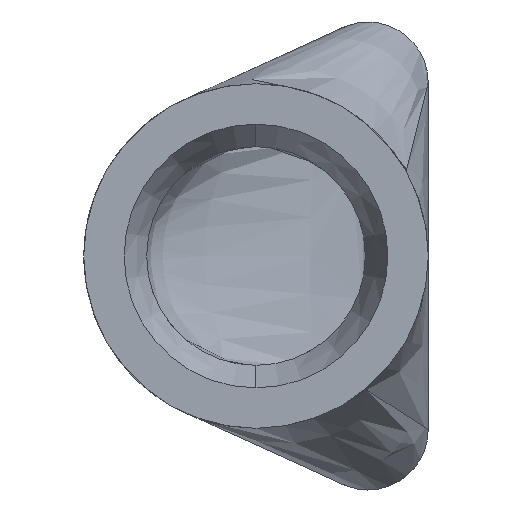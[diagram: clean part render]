
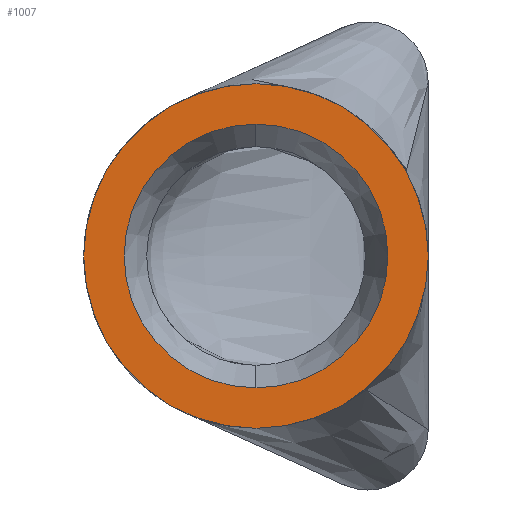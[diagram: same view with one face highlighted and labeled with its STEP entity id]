
A CAD part, left-side view. The second image highlights one B-rep face of the part: STEP entity #1007.
In plain terms, the highlighted planar face has unit normal (-1, 0, 0).
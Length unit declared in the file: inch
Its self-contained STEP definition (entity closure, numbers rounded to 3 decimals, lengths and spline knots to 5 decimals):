
#33 = CIRCLE ( 'NONE', #890, 0.427 ) ;
#138 = CARTESIAN_POINT ( 'NONE',  ( 0., 0.427, 0. ) ) ;
#225 = CARTESIAN_POINT ( 'NONE',  ( 0., 0.427, 0. ) ) ;
#235 = ORIENTED_EDGE ( 'NONE', *, *, #993, .T. ) ;
#281 = ORIENTED_EDGE ( 'NONE', *, *, #587, .T. ) ;
#289 = CARTESIAN_POINT ( 'NONE',  ( 0., 0.427, 0.427 ) ) ;
#322 = EDGE_CURVE ( 'NONE', #893, #1036, #33, .T. ) ;
#326 = EDGE_LOOP ( 'NONE', ( #448, #281 ) ) ;
#327 = DIRECTION ( 'NONE',  ( 0., 0., 1. ) ) ;
#344 = AXIS2_PLACEMENT_3D ( 'NONE', #138, #544, #824 ) ;
#367 = EDGE_LOOP ( 'NONE', ( #235, #968 ) ) ;
#398 = DIRECTION ( 'NONE',  ( -1., 0., 0. ) ) ;
#416 = AXIS2_PLACEMENT_3D ( 'NONE', #706, #921, #327 ) ;
#448 = ORIENTED_EDGE ( 'NONE', *, *, #322, .T. ) ;
#514 = DIRECTION ( 'NONE',  ( 0., 0., 1. ) ) ;
#531 = CARTESIAN_POINT ( 'NONE',  ( 0., 0.427, -0.427 ) ) ;
#544 = DIRECTION ( 'NONE',  ( 1., 0., 0. ) ) ;
#545 = CIRCLE ( 'NONE', #602, 0.427 ) ;
#587 = EDGE_CURVE ( 'NONE', #1036, #893, #545, .T. ) ;
#602 = AXIS2_PLACEMENT_3D ( 'NONE', #225, #398, #514 ) ;
#615 = DIRECTION ( 'NONE',  ( -1., 0., 0. ) ) ;
#633 = FACE_BOUND ( 'NONE', #367, .T. ) ;
#644 = CARTESIAN_POINT ( 'NONE',  ( 0., 0.427, -0.32696 ) ) ;
#671 = EDGE_CURVE ( 'NONE', #1195, #768, #1165, .T. ) ;
#701 = FACE_OUTER_BOUND ( 'NONE', #326, .T. ) ;
#706 = CARTESIAN_POINT ( 'NONE',  ( 0., 0.427, 0. ) ) ;
#734 = CIRCLE ( 'NONE', #416, 0.32696 ) ;
#768 = VERTEX_POINT ( 'NONE', #935 ) ;
#798 = DIRECTION ( 'NONE',  ( 0., 0., 1. ) ) ;
#824 = DIRECTION ( 'NONE',  ( 0., 0., 1. ) ) ;
#888 = CARTESIAN_POINT ( 'NONE',  ( 0., 0.427, 0. ) ) ;
#890 = AXIS2_PLACEMENT_3D ( 'NONE', #888, #615, #798 ) ;
#893 = VERTEX_POINT ( 'NONE', #289 ) ;
#894 = DIRECTION ( 'NONE',  ( -1., 0., 0. ) ) ;
#897 = AXIS2_PLACEMENT_3D ( 'NONE', #1190, #894, #996 ) ;
#921 = DIRECTION ( 'NONE',  ( 1., 0., 0. ) ) ;
#935 = CARTESIAN_POINT ( 'NONE',  ( 0., 0.427, 0.32696 ) ) ;
#968 = ORIENTED_EDGE ( 'NONE', *, *, #671, .T. ) ;
#993 = EDGE_CURVE ( 'NONE', #768, #1195, #734, .T. ) ;
#996 = DIRECTION ( 'NONE',  ( 0., 0., 1. ) ) ;
#1007 = ADVANCED_FACE ( 'NONE', ( #633, #701 ), #1091, .T. ) ;
#1036 = VERTEX_POINT ( 'NONE', #531 ) ;
#1091 = PLANE ( 'NONE',  #897 ) ;
#1165 = CIRCLE ( 'NONE', #344, 0.32696 ) ;
#1190 = CARTESIAN_POINT ( 'NONE',  ( 0., 0., 0. ) ) ;
#1195 = VERTEX_POINT ( 'NONE', #644 ) ;
